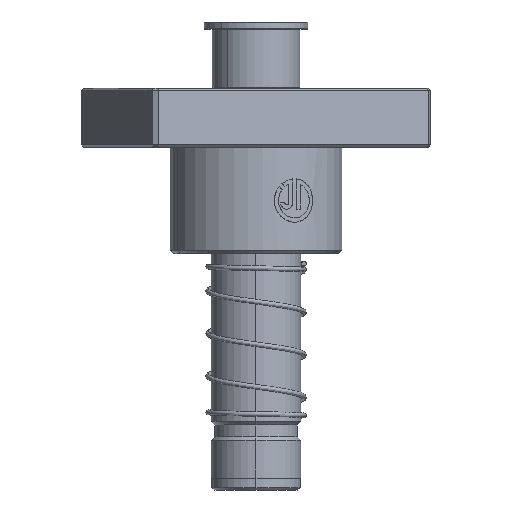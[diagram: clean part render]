
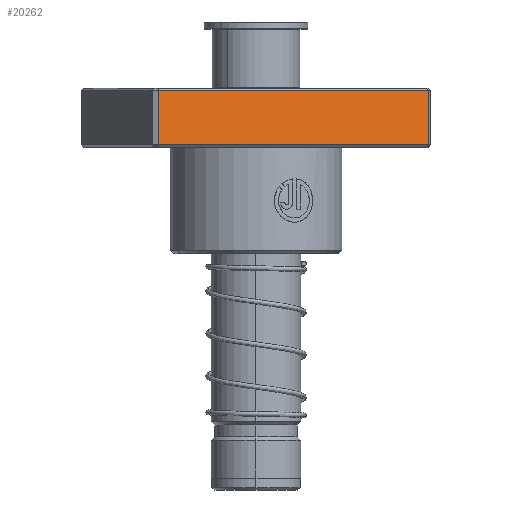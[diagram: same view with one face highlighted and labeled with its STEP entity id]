
A CAD part, left-side view. The second image highlights one B-rep face of the part: STEP entity #20262.
In plain terms, the highlighted face is planar.
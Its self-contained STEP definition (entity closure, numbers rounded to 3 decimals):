
#299 = DIRECTION ( 'NONE',  ( 0., 0., -1. ) ) ;
#2298 = CARTESIAN_POINT ( 'NONE',  ( -63., 37.5, 1. ) ) ;
#3121 = ORIENTED_EDGE ( 'NONE', *, *, #25289, .T. ) ;
#3172 = VECTOR ( 'NONE', #10691, 1000. ) ;
#3673 = CARTESIAN_POINT ( 'NONE',  ( -63., 37.5, 1. ) ) ;
#4460 = VECTOR ( 'NONE', #8347, 1000. ) ;
#5773 = CARTESIAN_POINT ( 'NONE',  ( 63., 37.5, 25. ) ) ;
#7393 = CARTESIAN_POINT ( 'NONE',  ( -63., 37.5, 25. ) ) ;
#7919 = CARTESIAN_POINT ( 'NONE',  ( -63., 37.5, 25. ) ) ;
#8028 = VERTEX_POINT ( 'NONE', #19804 ) ;
#8330 = VECTOR ( 'NONE', #13635, 1000. ) ;
#8347 = DIRECTION ( 'NONE',  ( 1., 0., 0. ) ) ;
#8785 = VECTOR ( 'NONE', #299, 1000. ) ;
#10691 = DIRECTION ( 'NONE',  ( -1., 0., 0. ) ) ;
#12099 = ORIENTED_EDGE ( 'NONE', *, *, #19825, .T. ) ;
#13635 = DIRECTION ( 'NONE',  ( 0., 0., -1. ) ) ;
#14211 = LINE ( 'NONE', #7919, #8330 ) ;
#15090 = CARTESIAN_POINT ( 'NONE',  ( 63., 37.5, 24. ) ) ;
#16514 = ORIENTED_EDGE ( 'NONE', *, *, #31412, .F. ) ;
#17024 = CARTESIAN_POINT ( 'NONE',  ( 63., 37.5, 1. ) ) ;
#17412 = LINE ( 'NONE', #2298, #3172 ) ;
#19804 = CARTESIAN_POINT ( 'NONE',  ( -63., 37.5, 24. ) ) ;
#19825 = EDGE_CURVE ( 'NONE', #8028, #31217, #25002, .T. ) ;
#20172 = VERTEX_POINT ( 'NONE', #17024 ) ;
#20262 = ADVANCED_FACE ( 'NONE', ( #27059 ), #28822, .F. ) ;
#21286 = EDGE_CURVE ( 'NONE', #20172, #34287, #17412, .T. ) ;
#25002 = LINE ( 'NONE', #32273, #4460 ) ;
#25289 = EDGE_CURVE ( 'NONE', #31217, #20172, #31813, .T. ) ;
#26138 = DIRECTION ( 'NONE',  ( 0., 0., -1. ) ) ;
#26527 = AXIS2_PLACEMENT_3D ( 'NONE', #7393, #29055, #26138 ) ;
#27059 = FACE_OUTER_BOUND ( 'NONE', #33453, .T. ) ;
#28822 = PLANE ( 'NONE',  #26527 ) ;
#29055 = DIRECTION ( 'NONE',  ( 0., -1., 0. ) ) ;
#31217 = VERTEX_POINT ( 'NONE', #15090 ) ;
#31412 = EDGE_CURVE ( 'NONE', #8028, #34287, #14211, .T. ) ;
#31813 = LINE ( 'NONE', #5773, #8785 ) ;
#32273 = CARTESIAN_POINT ( 'NONE',  ( 63., 37.5, 24. ) ) ;
#32360 = ORIENTED_EDGE ( 'NONE', *, *, #21286, .T. ) ;
#33453 = EDGE_LOOP ( 'NONE', ( #3121, #32360, #16514, #12099 ) ) ;
#34287 = VERTEX_POINT ( 'NONE', #3673 ) ;
